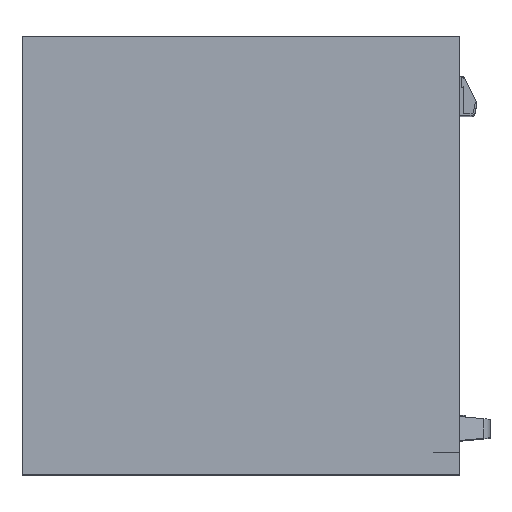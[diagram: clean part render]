
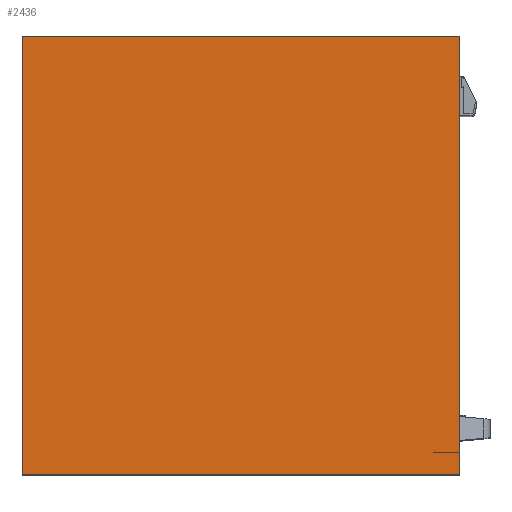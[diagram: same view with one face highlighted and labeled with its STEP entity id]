
A CAD part, top view. The second image highlights one B-rep face of the part: STEP entity #2436.
In plain terms, the highlighted planar face has unit normal (0, 0, 1).
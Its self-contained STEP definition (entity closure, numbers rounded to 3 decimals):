
#167=FACE_OUTER_BOUND('',#286,.T.);
#286=EDGE_LOOP('',(#1699,#1700,#1701,#1702));
#421=LINE('',#3597,#712);
#425=LINE('',#3605,#716);
#428=LINE('',#3611,#719);
#431=LINE('',#3616,#722);
#712=VECTOR('',#2866,10.);
#716=VECTOR('',#2872,10.);
#719=VECTOR('',#2877,10.);
#722=VECTOR('',#2882,10.);
#998=VERTEX_POINT('',#3595);
#999=VERTEX_POINT('',#3596);
#1002=VERTEX_POINT('',#3604);
#1004=VERTEX_POINT('',#3610);
#1291=EDGE_CURVE('',#998,#999,#421,.T.);
#1295=EDGE_CURVE('',#999,#1002,#425,.T.);
#1298=EDGE_CURVE('',#1004,#998,#428,.T.);
#1301=EDGE_CURVE('',#1002,#1004,#431,.T.);
#1699=ORIENTED_EDGE('',*,*,#1301,.F.);
#1700=ORIENTED_EDGE('',*,*,#1295,.F.);
#1701=ORIENTED_EDGE('',*,*,#1291,.F.);
#1702=ORIENTED_EDGE('',*,*,#1298,.F.);
#2239=PLANE('',#2626);
#2436=ADVANCED_FACE('',(#167),#2239,.T.);
#2626=AXIS2_PLACEMENT_3D('',#3618,#2884,#2885);
#2866=DIRECTION('',(0.,-1.,0.));
#2872=DIRECTION('',(-1.,0.,0.));
#2877=DIRECTION('',(1.,0.,0.));
#2882=DIRECTION('',(0.,1.,0.));
#2884=DIRECTION('center_axis',(0.,0.,1.));
#2885=DIRECTION('ref_axis',(1.,0.,0.));
#3595=CARTESIAN_POINT('',(250.,500.,798.5));
#3596=CARTESIAN_POINT('',(250.,0.,798.5));
#3597=CARTESIAN_POINT('',(250.,0.,798.5));
#3604=CARTESIAN_POINT('',(-250.,0.,798.5));
#3605=CARTESIAN_POINT('',(-250.,0.,798.5));
#3610=CARTESIAN_POINT('',(-250.,500.,798.5));
#3611=CARTESIAN_POINT('',(250.,500.,798.5));
#3616=CARTESIAN_POINT('',(-250.,500.,798.5));
#3618=CARTESIAN_POINT('Origin',(0.,250.,798.5));
